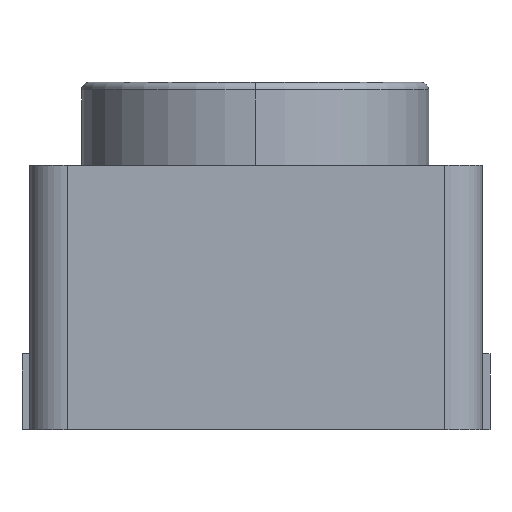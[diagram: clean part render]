
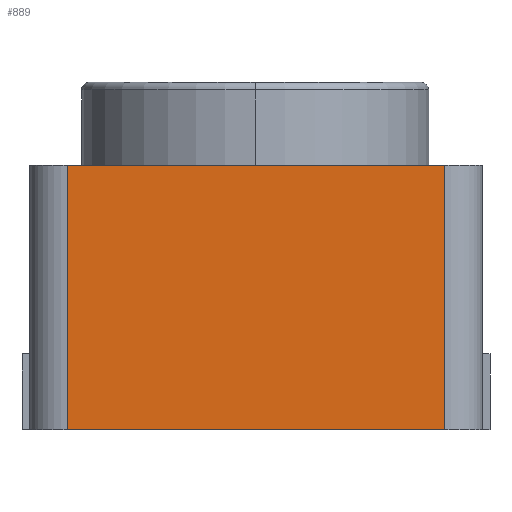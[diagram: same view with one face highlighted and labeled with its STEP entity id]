
A CAD part, left-side view. The second image highlights one B-rep face of the part: STEP entity #889.
In plain terms, the highlighted planar face has unit normal (-1, 0, 0).
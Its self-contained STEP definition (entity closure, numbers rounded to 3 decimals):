
#116 = DIRECTION ( 'NONE',  ( 1., 0., 0. ) ) ;
#137 = CARTESIAN_POINT ( 'NONE',  ( 0., 0.5, 3.5 ) ) ;
#167 = LINE ( 'NONE', #1298, #1535 ) ;
#178 = VECTOR ( 'NONE', #350, 1000. ) ;
#257 = FACE_OUTER_BOUND ( 'NONE', #543, .T. ) ;
#272 = CARTESIAN_POINT ( 'NONE',  ( 0., 5.5, 3.5 ) ) ;
#279 = DIRECTION ( 'NONE',  ( 0., -1., 0. ) ) ;
#350 = DIRECTION ( 'NONE',  ( 0., -1., 0. ) ) ;
#392 = CARTESIAN_POINT ( 'NONE',  ( 0., 0.5, 3.5 ) ) ;
#406 = EDGE_CURVE ( 'NONE', #1093, #905, #1637, .T. ) ;
#534 = CARTESIAN_POINT ( 'NONE',  ( 0., 0.5, 3.5 ) ) ;
#543 = EDGE_LOOP ( 'NONE', ( #1328, #1138, #929, #1483 ) ) ;
#625 = PLANE ( 'NONE',  #850 ) ;
#726 = EDGE_CURVE ( 'NONE', #1574, #1304, #741, .T. ) ;
#741 = LINE ( 'NONE', #1357, #178 ) ;
#850 = AXIS2_PLACEMENT_3D ( 'NONE', #534, #116, #1275 ) ;
#889 = ADVANCED_FACE ( 'NONE', ( #257 ), #625, .F. ) ;
#897 = DIRECTION ( 'NONE',  ( 0., 0., -1. ) ) ;
#905 = VERTEX_POINT ( 'NONE', #1001 ) ;
#929 = ORIENTED_EDGE ( 'NONE', *, *, #406, .F. ) ;
#945 = CARTESIAN_POINT ( 'NONE',  ( 0., 0.5, 0. ) ) ;
#970 = EDGE_CURVE ( 'NONE', #905, #1304, #1523, .T. ) ;
#986 = VECTOR ( 'NONE', #897, 1000. ) ;
#1001 = CARTESIAN_POINT ( 'NONE',  ( 0., 0.5, 3.5 ) ) ;
#1057 = EDGE_CURVE ( 'NONE', #1093, #1574, #167, .T. ) ;
#1078 = VECTOR ( 'NONE', #279, 1000. ) ;
#1093 = VERTEX_POINT ( 'NONE', #272 ) ;
#1138 = ORIENTED_EDGE ( 'NONE', *, *, #970, .F. ) ;
#1190 = DIRECTION ( 'NONE',  ( 0., 0., -1. ) ) ;
#1275 = DIRECTION ( 'NONE',  ( 0., 1., 0. ) ) ;
#1298 = CARTESIAN_POINT ( 'NONE',  ( 0., 5.5, 3.5 ) ) ;
#1304 = VERTEX_POINT ( 'NONE', #945 ) ;
#1328 = ORIENTED_EDGE ( 'NONE', *, *, #726, .T. ) ;
#1357 = CARTESIAN_POINT ( 'NONE',  ( 0., 0.5, 0. ) ) ;
#1379 = CARTESIAN_POINT ( 'NONE',  ( 0., 5.5, 0. ) ) ;
#1483 = ORIENTED_EDGE ( 'NONE', *, *, #1057, .T. ) ;
#1523 = LINE ( 'NONE', #392, #986 ) ;
#1535 = VECTOR ( 'NONE', #1190, 1000. ) ;
#1574 = VERTEX_POINT ( 'NONE', #1379 ) ;
#1637 = LINE ( 'NONE', #137, #1078 ) ;
